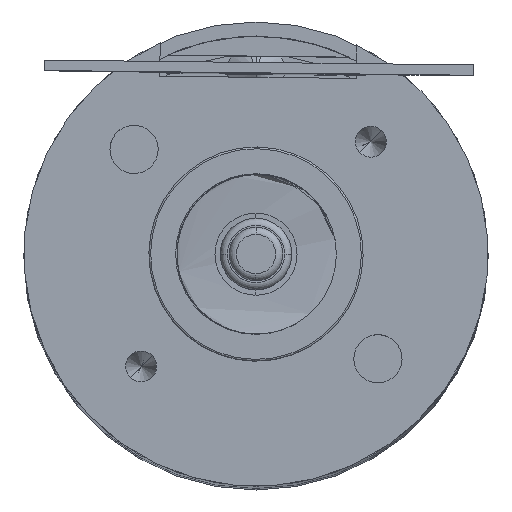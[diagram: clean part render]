
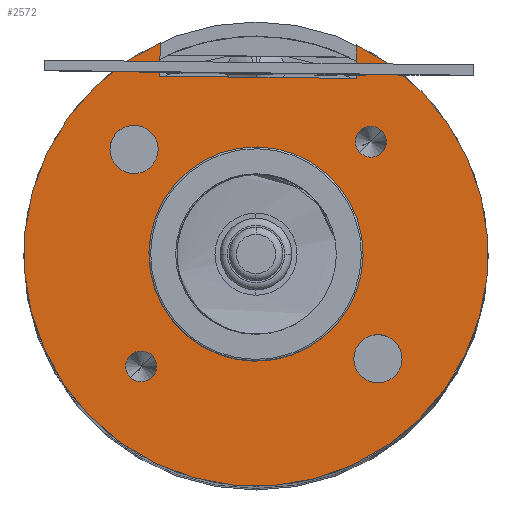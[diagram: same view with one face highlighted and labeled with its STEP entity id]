
A CAD part, top view. The second image highlights one B-rep face of the part: STEP entity #2572.
In plain terms, the highlighted planar face has unit normal (0, 0, 1).
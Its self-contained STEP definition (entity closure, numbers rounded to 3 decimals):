
#2023=CARTESIAN_POINT('',(0.,0.,38.61));
#2024=DIRECTION('',(0.,0.,-1.));
#2025=DIRECTION('',(-0.011,-1.,0.));
#2026=AXIS2_PLACEMENT_3D('',#2023,#2024,#2025);
#2037=CARTESIAN_POINT('',(0.,0.,38.61));
#2038=DIRECTION('',(0.,0.,1.));
#2039=DIRECTION('',(-0.011,-1.,0.));
#2040=AXIS2_PLACEMENT_3D('',#2037,#2038,#2039);
#2046=DIRECTION('',(-0.011,-1.,0.));
#2047=VECTOR('',#2046,0.94);
#2048=CARTESIAN_POINT('',(2.816,5.858,38.61));
#2049=LINE('',#2048,#2047);
#2050=DIRECTION('',(-0.011,-1.,0.));
#2051=VECTOR('',#2050,0.94);
#2052=CARTESIAN_POINT('',(-2.684,5.92,38.61));
#2053=LINE('',#2052,#2051);
#2054=CARTESIAN_POINT('',(-3.217,-3.146,38.61));
#2055=DIRECTION('',(0.,0.,-1.));
#2056=DIRECTION('',(-0.715,-0.699,0.));
#2057=AXIS2_PLACEMENT_3D('',#2054,#2055,#2056);
#2059=CARTESIAN_POINT('',(-3.217,-3.146,38.61));
#2060=DIRECTION('',(0.,0.,-1.));
#2061=DIRECTION('',(0.715,0.699,0.));
#2062=AXIS2_PLACEMENT_3D('',#2059,#2060,#2061);
#2064=CARTESIAN_POINT('',(3.217,3.146,38.61));
#2065=DIRECTION('',(0.,0.,1.));
#2066=DIRECTION('',(0.715,0.699,0.));
#2067=AXIS2_PLACEMENT_3D('',#2064,#2065,#2066);
#2069=CARTESIAN_POINT('',(3.217,3.146,38.61));
#2070=DIRECTION('',(0.,0.,1.));
#2071=DIRECTION('',(-0.715,-0.699,0.));
#2072=AXIS2_PLACEMENT_3D('',#2069,#2070,#2071);
#2074=CARTESIAN_POINT('',(3.415,-2.931,38.61));
#2075=DIRECTION('',(0.,0.,-1.));
#2076=DIRECTION('',(-0.011,-1.,0.));
#2077=AXIS2_PLACEMENT_3D('',#2074,#2075,#2076);
#2079=CARTESIAN_POINT('',(3.415,-2.931,38.61));
#2080=DIRECTION('',(0.,0.,-1.));
#2081=DIRECTION('',(0.011,1.,0.));
#2082=AXIS2_PLACEMENT_3D('',#2079,#2080,#2081);
#2084=CARTESIAN_POINT('',(-3.415,2.931,38.61));
#2085=DIRECTION('',(0.,0.,1.));
#2086=DIRECTION('',(-0.987,-0.163,0.));
#2087=AXIS2_PLACEMENT_3D('',#2084,#2085,#2086);
#2089=CARTESIAN_POINT('',(-3.415,2.931,38.61));
#2090=DIRECTION('',(0.,0.,1.));
#2091=DIRECTION('',(0.987,0.163,0.));
#2092=AXIS2_PLACEMENT_3D('',#2089,#2090,#2091);
#2094=DIRECTION('',(-1.,0.011,0.));
#2095=VECTOR('',#2094,5.5);
#2096=CARTESIAN_POINT('',(2.805,4.919,38.61));
#2097=LINE('',#2096,#2095);
#2170=CARTESIAN_POINT('',(0.,0.,38.61));
#2171=DIRECTION('',(0.,0.,1.));
#2172=DIRECTION('',(-0.413,0.911,0.));
#2173=AXIS2_PLACEMENT_3D('',#2170,#2171,#2172);
#2308=CARTESIAN_POINT('',(-0.034,-3.,38.61));
#2309=CARTESIAN_POINT('',(0.034,3.,38.61));
#2310=VERTEX_POINT('',#2308);
#2311=VERTEX_POINT('',#2309);
#2353=CARTESIAN_POINT('',(-2.684,5.92,38.61));
#2354=VERTEX_POINT('',#2353);
#2355=CARTESIAN_POINT('',(2.816,5.858,38.61));
#2356=CARTESIAN_POINT('',(2.805,4.919,38.61));
#2357=VERTEX_POINT('',#2355);
#2358=VERTEX_POINT('',#2356);
#2359=CARTESIAN_POINT('',(-2.694,4.98,38.61));
#2360=VERTEX_POINT('',#2359);
#2368=CARTESIAN_POINT('',(-3.527,-3.449,38.61));
#2369=CARTESIAN_POINT('',(-2.908,-2.843,38.61));
#2370=VERTEX_POINT('',#2368);
#2371=VERTEX_POINT('',#2369);
#2374=CARTESIAN_POINT('',(3.527,3.449,38.61));
#2376=VERTEX_POINT('',#2374);
#2378=CARTESIAN_POINT('',(2.908,2.843,38.61));
#2379=VERTEX_POINT('',#2378);
#2384=CARTESIAN_POINT('',(3.407,-3.606,38.61));
#2385=CARTESIAN_POINT('',(3.422,-2.256,38.61));
#2386=VERTEX_POINT('',#2384);
#2387=VERTEX_POINT('',#2385);
#2392=CARTESIAN_POINT('',(-4.081,2.821,38.61));
#2393=VERTEX_POINT('',#2392);
#2394=CARTESIAN_POINT('',(-2.749,3.041,38.61));
#2395=VERTEX_POINT('',#2394);
#2529=CARTESIAN_POINT('',(0.,0.,38.61));
#2530=DIRECTION('',(0.,0.,-1.));
#2531=DIRECTION('',(0.011,1.,0.));
#2532=AXIS2_PLACEMENT_3D('',#2529,#2530,#2531);
#2533=PLANE('',#2532);
#2535=ORIENTED_EDGE('',*,*,#2534,.F.);
#2537=ORIENTED_EDGE('',*,*,#2536,.F.);
#2539=ORIENTED_EDGE('',*,*,#2538,.F.);
#2541=ORIENTED_EDGE('',*,*,#2540,.T.);
#2542=EDGE_LOOP('',(#2535,#2537,#2539,#2541));
#2543=FACE_OUTER_BOUND('',#2542,.F.);
#2544=ORIENTED_EDGE('',*,*,#2509,.F.);
#2545=ORIENTED_EDGE('',*,*,#2523,.T.);
#2546=EDGE_LOOP('',(#2544,#2545));
#2547=FACE_BOUND('',#2546,.F.);
#2549=ORIENTED_EDGE('',*,*,#2548,.F.);
#2551=ORIENTED_EDGE('',*,*,#2550,.F.);
#2552=EDGE_LOOP('',(#2549,#2551));
#2553=FACE_BOUND('',#2552,.F.);
#2555=ORIENTED_EDGE('',*,*,#2554,.T.);
#2557=ORIENTED_EDGE('',*,*,#2556,.T.);
#2558=EDGE_LOOP('',(#2555,#2557));
#2559=FACE_BOUND('',#2558,.F.);
#2561=ORIENTED_EDGE('',*,*,#2560,.F.);
#2563=ORIENTED_EDGE('',*,*,#2562,.F.);
#2564=EDGE_LOOP('',(#2561,#2563));
#2565=FACE_BOUND('',#2564,.F.);
#2567=ORIENTED_EDGE('',*,*,#2566,.T.);
#2569=ORIENTED_EDGE('',*,*,#2568,.T.);
#2570=EDGE_LOOP('',(#2567,#2569));
#2571=FACE_BOUND('',#2570,.F.);
#2572=ADVANCED_FACE('',(#2543,#2547,#2553,#2559,#2565,#2571),#2533,.F.);
#2027=CIRCLE('',#2026,3.);
#2041=CIRCLE('',#2040,3.);
#2058=CIRCLE('',#2057,0.433);
#2063=CIRCLE('',#2062,0.433);
#2068=CIRCLE('',#2067,0.433);
#2073=CIRCLE('',#2072,0.433);
#2078=CIRCLE('',#2077,0.675);
#2083=CIRCLE('',#2082,0.675);
#2088=CIRCLE('',#2087,0.675);
#2093=CIRCLE('',#2092,0.675);
#2174=CIRCLE('',#2173,6.5);
#2509=EDGE_CURVE('',#2310,#2311,#2027,.T.);
#2523=EDGE_CURVE('',#2310,#2311,#2041,.T.);
#2534=EDGE_CURVE('',#2358,#2360,#2097,.T.);
#2536=EDGE_CURVE('',#2357,#2358,#2049,.T.);
#2538=EDGE_CURVE('',#2354,#2357,#2174,.T.);
#2540=EDGE_CURVE('',#2354,#2360,#2053,.T.);
#2548=EDGE_CURVE('',#2370,#2371,#2058,.T.);
#2550=EDGE_CURVE('',#2371,#2370,#2063,.T.);
#2554=EDGE_CURVE('',#2376,#2379,#2068,.T.);
#2556=EDGE_CURVE('',#2379,#2376,#2073,.T.);
#2560=EDGE_CURVE('',#2386,#2387,#2078,.T.);
#2562=EDGE_CURVE('',#2387,#2386,#2083,.T.);
#2566=EDGE_CURVE('',#2393,#2395,#2088,.T.);
#2568=EDGE_CURVE('',#2395,#2393,#2093,.T.);
